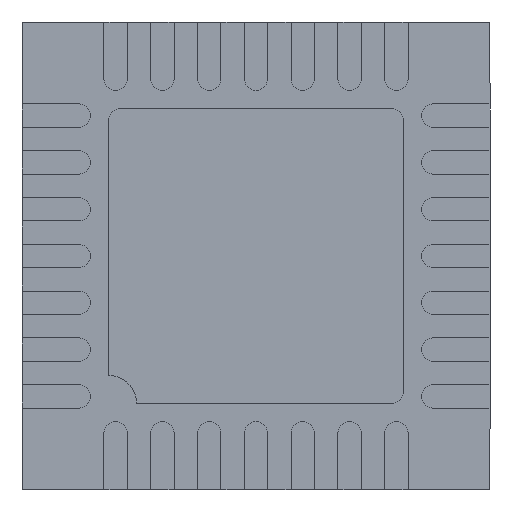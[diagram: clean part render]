
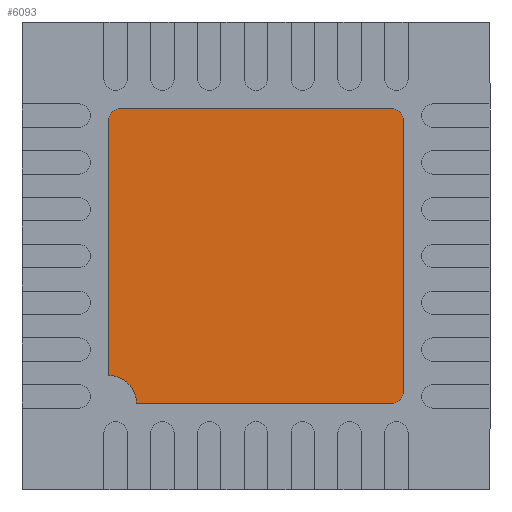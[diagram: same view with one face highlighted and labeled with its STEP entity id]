
A CAD part, front view. The second image highlights one B-rep face of the part: STEP entity #6093.
In plain terms, the highlighted planar face has unit normal (0, -1, 0).
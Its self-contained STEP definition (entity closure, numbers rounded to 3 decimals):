
#20 = AXIS2_PLACEMENT_3D ( 'NONE', #5329, #2216, #8388 ) ;
#150 = VERTEX_POINT ( 'NONE', #4147 ) ;
#191 = CARTESIAN_POINT ( 'NONE',  ( 1.575, 0., 1.45 ) ) ;
#329 = AXIS2_PLACEMENT_3D ( 'NONE', #7194, #3970, #5502 ) ;
#457 = VECTOR ( 'NONE', #2841, 1000. ) ;
#466 = VERTEX_POINT ( 'NONE', #4074 ) ;
#543 = ORIENTED_EDGE ( 'NONE', *, *, #853, .T. ) ;
#680 = EDGE_CURVE ( 'NONE', #8239, #3664, #9882, .T. ) ;
#853 = EDGE_CURVE ( 'NONE', #9163, #9698, #3019, .T. ) ;
#1046 = CARTESIAN_POINT ( 'NONE',  ( 1.45, 0., 1.45 ) ) ;
#1211 = CARTESIAN_POINT ( 'NONE',  ( -1.575, 0., -1.275 ) ) ;
#1353 = CARTESIAN_POINT ( 'NONE',  ( 1.45, 0., 1.575 ) ) ;
#1371 = DIRECTION ( 'NONE',  ( -1., 0., 0. ) ) ;
#1600 = EDGE_CURVE ( 'NONE', #6073, #2291, #1614, .T. ) ;
#1614 = CIRCLE ( 'NONE', #20, 0.125 ) ;
#1667 = VECTOR ( 'NONE', #3311, 1000. ) ;
#1934 = LINE ( 'NONE', #5544, #1667 ) ;
#1946 = DIRECTION ( 'NONE',  ( 0., -1., 0. ) ) ;
#2216 = DIRECTION ( 'NONE',  ( 0., -1., 0. ) ) ;
#2228 = EDGE_CURVE ( 'NONE', #3664, #150, #1934, .T. ) ;
#2260 = LINE ( 'NONE', #5270, #7191 ) ;
#2291 = VERTEX_POINT ( 'NONE', #4788 ) ;
#2453 = EDGE_LOOP ( 'NONE', ( #543, #5028, #9007, #2981, #3777, #6899, #4320, #9181 ) ) ;
#2677 = FACE_OUTER_BOUND ( 'NONE', #2453, .T. ) ;
#2841 = DIRECTION ( 'NONE',  ( 0., 0., -1. ) ) ;
#2912 = AXIS2_PLACEMENT_3D ( 'NONE', #4790, #9581, #3373 ) ;
#2926 = EDGE_CURVE ( 'NONE', #150, #466, #6399, .T. ) ;
#2981 = ORIENTED_EDGE ( 'NONE', *, *, #7021, .T. ) ;
#3019 = CIRCLE ( 'NONE', #329, 0.125 ) ;
#3082 = EDGE_CURVE ( 'NONE', #9698, #6073, #2260, .T. ) ;
#3311 = DIRECTION ( 'NONE',  ( 1., 0., 0. ) ) ;
#3373 = DIRECTION ( 'NONE',  ( 0., 0., -1. ) ) ;
#3637 = EDGE_CURVE ( 'NONE', #466, #9163, #6220, .T. ) ;
#3664 = VERTEX_POINT ( 'NONE', #7295 ) ;
#3777 = ORIENTED_EDGE ( 'NONE', *, *, #680, .T. ) ;
#3970 = DIRECTION ( 'NONE',  ( 0., -1., 0. ) ) ;
#4063 = DIRECTION ( 'NONE',  ( 0., 0., -1. ) ) ;
#4074 = CARTESIAN_POINT ( 'NONE',  ( 1.575, 0., -1.45 ) ) ;
#4147 = CARTESIAN_POINT ( 'NONE',  ( 1.45, 0., -1.575 ) ) ;
#4222 = AXIS2_PLACEMENT_3D ( 'NONE', #1046, #1946, #4063 ) ;
#4320 = ORIENTED_EDGE ( 'NONE', *, *, #2926, .T. ) ;
#4323 = DIRECTION ( 'NONE',  ( 0., 0., -1. ) ) ;
#4376 = LINE ( 'NONE', #6620, #457 ) ;
#4788 = CARTESIAN_POINT ( 'NONE',  ( -1.575, 0., 1.45 ) ) ;
#4790 = CARTESIAN_POINT ( 'NONE',  ( 1.45, 0., -1.45 ) ) ;
#4902 = DIRECTION ( 'NONE',  ( 0., 0., 1. ) ) ;
#5028 = ORIENTED_EDGE ( 'NONE', *, *, #3082, .T. ) ;
#5270 = CARTESIAN_POINT ( 'NONE',  ( 1.45, 0., 1.575 ) ) ;
#5329 = CARTESIAN_POINT ( 'NONE',  ( -1.45, 0., 1.45 ) ) ;
#5502 = DIRECTION ( 'NONE',  ( 0., 0., -1. ) ) ;
#5544 = CARTESIAN_POINT ( 'NONE',  ( 1.45, 0., -1.575 ) ) ;
#6073 = VERTEX_POINT ( 'NONE', #7195 ) ;
#6093 = ADVANCED_FACE ( 'NONE', ( #2677 ), #8774, .T. ) ;
#6220 = LINE ( 'NONE', #9289, #8829 ) ;
#6399 = CIRCLE ( 'NONE', #2912, 0.125 ) ;
#6523 = DIRECTION ( 'NONE',  ( 0., 1., 0. ) ) ;
#6573 = CARTESIAN_POINT ( 'NONE',  ( -1.575, 0., -1.575 ) ) ;
#6620 = CARTESIAN_POINT ( 'NONE',  ( -1.575, 0., -1.275 ) ) ;
#6899 = ORIENTED_EDGE ( 'NONE', *, *, #2228, .T. ) ;
#7021 = EDGE_CURVE ( 'NONE', #2291, #8239, #4376, .T. ) ;
#7191 = VECTOR ( 'NONE', #1371, 1000. ) ;
#7194 = CARTESIAN_POINT ( 'NONE',  ( 1.45, 0., 1.45 ) ) ;
#7195 = CARTESIAN_POINT ( 'NONE',  ( -1.45, 0., 1.575 ) ) ;
#7295 = CARTESIAN_POINT ( 'NONE',  ( -1.275, 0., -1.575 ) ) ;
#7459 = AXIS2_PLACEMENT_3D ( 'NONE', #6573, #6523, #4323 ) ;
#8239 = VERTEX_POINT ( 'NONE', #1211 ) ;
#8388 = DIRECTION ( 'NONE',  ( 0., 0., -1. ) ) ;
#8774 = PLANE ( 'NONE',  #4222 ) ;
#8829 = VECTOR ( 'NONE', #4902, 1000. ) ;
#9007 = ORIENTED_EDGE ( 'NONE', *, *, #1600, .T. ) ;
#9163 = VERTEX_POINT ( 'NONE', #191 ) ;
#9181 = ORIENTED_EDGE ( 'NONE', *, *, #3637, .T. ) ;
#9289 = CARTESIAN_POINT ( 'NONE',  ( 1.575, 0., -1.45 ) ) ;
#9581 = DIRECTION ( 'NONE',  ( 0., -1., 0. ) ) ;
#9698 = VERTEX_POINT ( 'NONE', #1353 ) ;
#9882 = CIRCLE ( 'NONE', #7459, 0.3 ) ;
